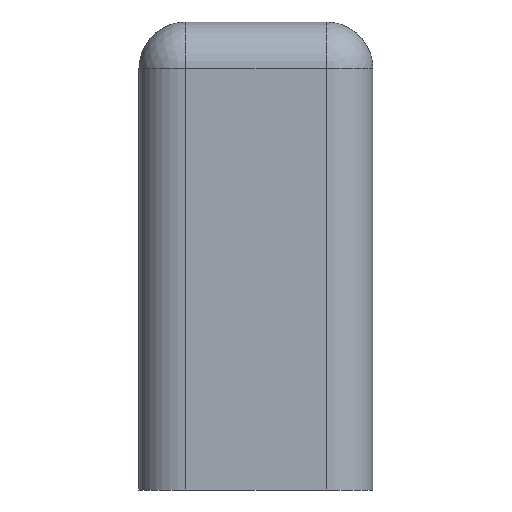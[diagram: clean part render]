
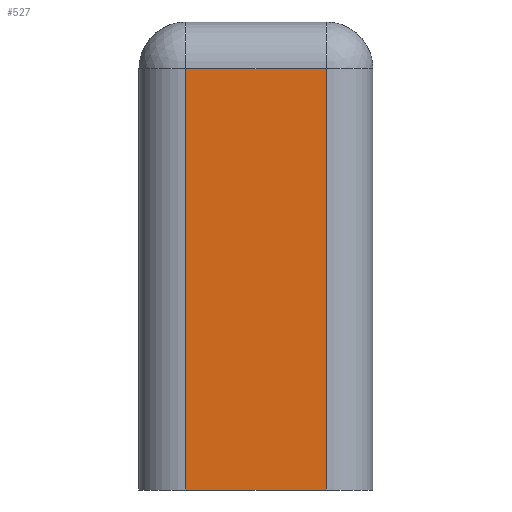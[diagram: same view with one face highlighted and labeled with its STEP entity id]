
A CAD part, front view. The second image highlights one B-rep face of the part: STEP entity #527.
In plain terms, the highlighted planar face has unit normal (0, -1, 0).
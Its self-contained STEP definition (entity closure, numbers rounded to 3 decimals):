
#27=PLANE('',#598);
#51=LINE('',#877,#91);
#58=LINE('',#907,#98);
#62=LINE('',#913,#102);
#67=LINE('',#922,#107);
#91=VECTOR('',#716,10.);
#98=VECTOR('',#749,10.);
#102=VECTOR('',#757,10.);
#107=VECTOR('',#770,10.);
#159=FACE_OUTER_BOUND('',#195,.T.);
#195=EDGE_LOOP('',(#477,#478,#479,#480));
#256=VERTEX_POINT('',#870);
#258=VERTEX_POINT('',#875);
#264=VERTEX_POINT('',#896);
#267=VERTEX_POINT('',#903);
#315=EDGE_CURVE('',#258,#256,#51,.T.);
#330=EDGE_CURVE('',#264,#267,#58,.T.);
#334=EDGE_CURVE('',#256,#264,#62,.T.);
#339=EDGE_CURVE('',#258,#267,#67,.T.);
#477=ORIENTED_EDGE('',*,*,#315,.F.);
#478=ORIENTED_EDGE('',*,*,#339,.T.);
#479=ORIENTED_EDGE('',*,*,#330,.F.);
#480=ORIENTED_EDGE('',*,*,#334,.F.);
#527=ADVANCED_FACE('',(#159),#27,.T.);
#598=AXIS2_PLACEMENT_3D('',#925,#774,#775);
#716=DIRECTION('',(0.,0.,1.));
#749=DIRECTION('',(0.,0.,-1.));
#757=DIRECTION('',(1.,0.,0.));
#770=DIRECTION('',(1.,0.,0.));
#774=DIRECTION('center_axis',(0.,-1.,0.));
#775=DIRECTION('ref_axis',(1.,0.,0.));
#870=CARTESIAN_POINT('',(-1.5,-6.5,12.));
#875=CARTESIAN_POINT('',(-1.5,-6.5,3.));
#877=CARTESIAN_POINT('',(-1.5,-6.5,3.));
#896=CARTESIAN_POINT('',(1.5,-6.5,12.));
#903=CARTESIAN_POINT('',(1.5,-6.5,3.));
#907=CARTESIAN_POINT('',(1.5,-6.5,3.));
#913=CARTESIAN_POINT('',(-1.25,-6.5,12.));
#922=CARTESIAN_POINT('',(-2.5,-6.5,3.));
#925=CARTESIAN_POINT('Origin',(-2.5,-6.5,3.));
